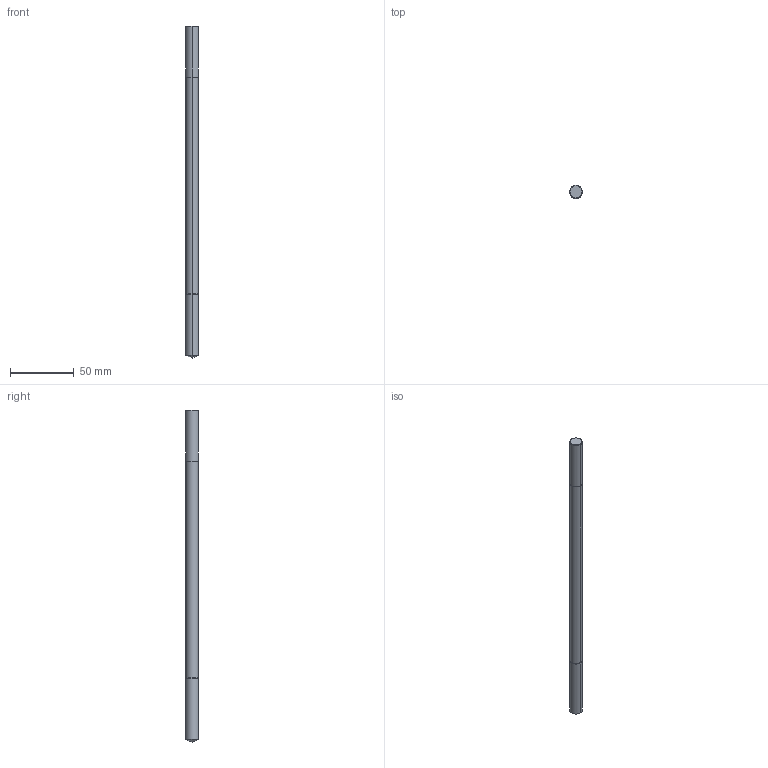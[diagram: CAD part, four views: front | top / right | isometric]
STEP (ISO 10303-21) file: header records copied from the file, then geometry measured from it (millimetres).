
FILE_DESCRIPTION(('STEP AP214'),'1');
FILE_NAME('607743839-000-00-E43.stp','2022-07-25T06:02:16',(' '),(' '),'Spatial InterOp 3D',' ',' ');
FILE_SCHEMA(('AUTOMOTIVE_DESIGN { 1 0 10303 214 1 1 1 1 }'));
Length unit declared in the file: millimetre
Products named in the file (1): 1
Bounding box: 10 x 10 x 260 mm (x, y, z)
Volume: 19010.5 mm3; surface area: 8155.5 mm2
Topology: 2 solids, 2 shells, 17 faces, 46 edges, 32 vertices
Faces by surface type: cone 8, cylinder 6, plane 3
Entity records: 681 total; most frequent: DIRECTION 102, CARTESIAN_POINT 84, ORIENTED_EDGE 60, AXIS2_PLACEMENT_3D 39, EDGE_CURVE 30, LINE 28, VECTOR 28, STYLED_ITEM 20
